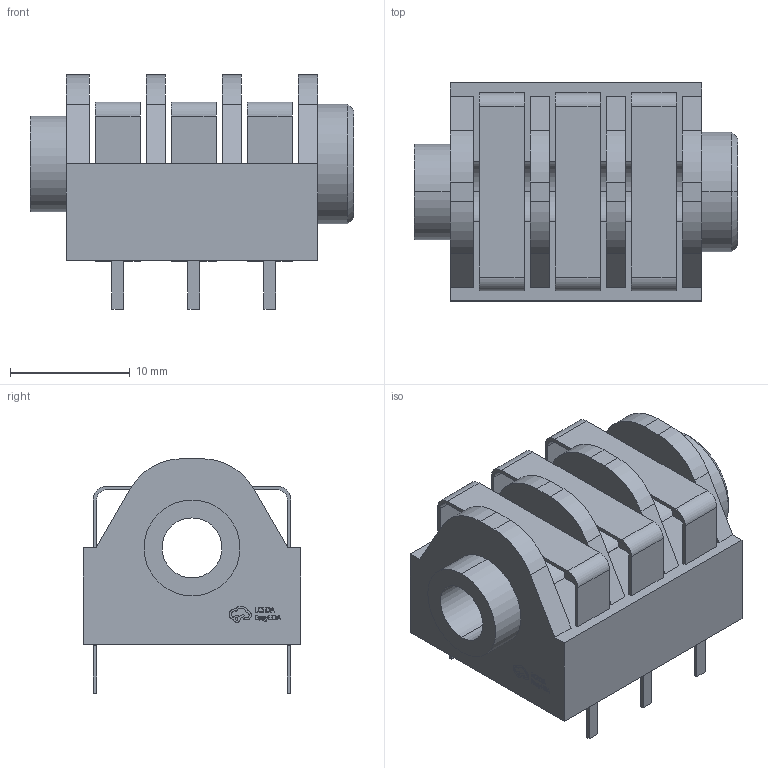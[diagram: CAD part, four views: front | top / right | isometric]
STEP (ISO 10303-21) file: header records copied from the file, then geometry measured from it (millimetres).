
FILE_DESCRIPTION (( 'STEP AP214' ), '1' );
FILE_NAME ('AUDIO-TH_NMJ6HCD2.step', '2022-06-16T10:35:49', ( '' ), ( '' ), 'SwSTEP 2.0', 'SolidWorks 2020', '' );
FILE_SCHEMA (( 'AUTOMOTIVE_DESIGN' ));
Length unit declared in the file: millimetre
Products named in the file (1): AUDIO-TH_NMJ6HCD2
Bounding box: 27 x 18.2 x 19.59 mm (x, y, z)
Volume: 3726.8 mm3; surface area: 3097.3 mm2
Topology: 1 solids, 1 shells, 359 faces, 1004 edges, 668 vertices
Faces by surface type: plane 231, bspline 98, cylinder 26, cone 4
Entity records: 15977 total; most frequent: CARTESIAN_POINT 3338, ORIENTED_EDGE 2008, DIRECTION 1396, EDGE_CURVE 1004, VECTOR 736, LINE 736, VERTEX_POINT 668, EDGE_LOOP 394
